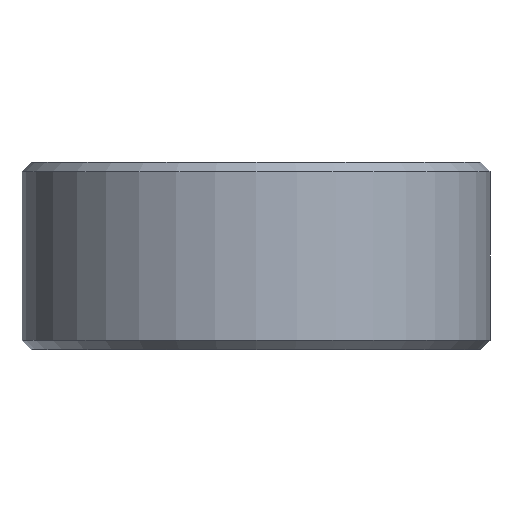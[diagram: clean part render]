
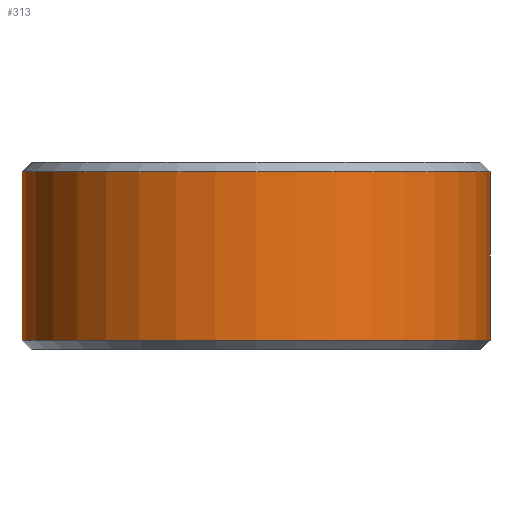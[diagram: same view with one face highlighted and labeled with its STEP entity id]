
A CAD part, front view. The second image highlights one B-rep face of the part: STEP entity #313.
In plain terms, the highlighted cylindrical face has radius 1.984 mm (diameter 3.969 mm), a full revolution.
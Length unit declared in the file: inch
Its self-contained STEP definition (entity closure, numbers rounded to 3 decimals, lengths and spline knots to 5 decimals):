
#59=FACE_OUTER_BOUND('',#83,.T.);
#83=EDGE_LOOP('',(#243,#244,#245,#246,#247));
#110=LINE('',#550,#120);
#120=VECTOR('',#441,0.07813);
#132=CIRCLE('',#365,0.07813);
#134=CIRCLE('',#368,0.07813);
#135=CIRCLE('',#369,0.07813);
#159=VERTEX_POINT('',#540);
#161=VERTEX_POINT('',#546);
#162=VERTEX_POINT('',#547);
#196=EDGE_CURVE('',#159,#159,#132,.T.);
#199=EDGE_CURVE('',#161,#162,#134,.T.);
#200=EDGE_CURVE('',#162,#161,#135,.T.);
#201=EDGE_CURVE('',#162,#159,#110,.T.);
#243=ORIENTED_EDGE('',*,*,#199,.F.);
#244=ORIENTED_EDGE('',*,*,#200,.F.);
#245=ORIENTED_EDGE('',*,*,#201,.T.);
#246=ORIENTED_EDGE('',*,*,#196,.T.);
#247=ORIENTED_EDGE('',*,*,#201,.F.);
#305=CYLINDRICAL_SURFACE('',#367,0.07813);
#313=ADVANCED_FACE('',(#59),#305,.T.);
#365=AXIS2_PLACEMENT_3D('',#541,#430,#431);
#367=AXIS2_PLACEMENT_3D('',#545,#435,#436);
#368=AXIS2_PLACEMENT_3D('',#548,#437,#438);
#369=AXIS2_PLACEMENT_3D('',#549,#439,#440);
#430=DIRECTION('center_axis',(0.,0.,1.));
#431=DIRECTION('ref_axis',(1.,0.,0.));
#435=DIRECTION('center_axis',(0.,0.,1.));
#436=DIRECTION('ref_axis',(1.,0.,0.));
#437=DIRECTION('center_axis',(0.,0.,1.));
#438=DIRECTION('ref_axis',(1.,0.,0.));
#439=DIRECTION('center_axis',(0.,0.,1.));
#440=DIRECTION('ref_axis',(1.,0.,0.));
#441=DIRECTION('',(0.,0.,-1.));
#540=CARTESIAN_POINT('',(-0.07813,0.,-0.02813));
#541=CARTESIAN_POINT('Origin',(0.,0.,-0.02813));
#545=CARTESIAN_POINT('Origin',(0.,0.,0.03125));
#546=CARTESIAN_POINT('',(0.07813,0.,0.02813));
#547=CARTESIAN_POINT('',(-0.07813,0.,0.02813));
#548=CARTESIAN_POINT('Origin',(0.,0.,0.02813));
#549=CARTESIAN_POINT('Origin',(0.,0.,0.02813));
#550=CARTESIAN_POINT('',(-0.07813,0.,0.03125));
